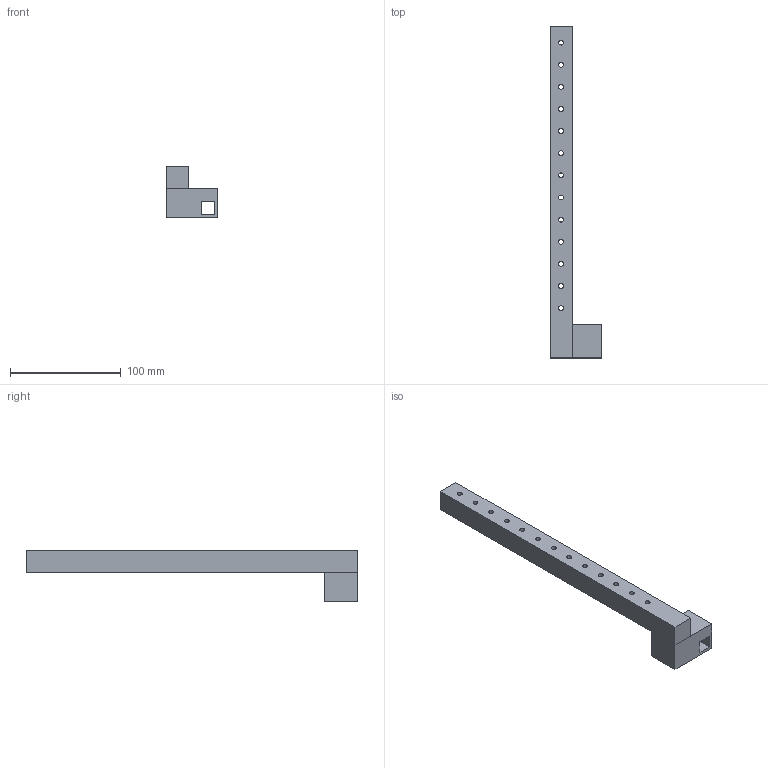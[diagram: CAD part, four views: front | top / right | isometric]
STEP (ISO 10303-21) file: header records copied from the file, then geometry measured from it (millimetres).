
FILE_DESCRIPTION(('FreeCAD Model'),'2;1');
FILE_NAME( 'H-field_holder_withRod.step' ,'2019-06-26T14:39:28',('Author'),(''), 'Open CASCADE STEP processor 7.3','FreeCAD','Unknown');
FILE_SCHEMA(('AUTOMOTIVE_DESIGN { 1 0 10303 214 1 1 1 1 }'));
Length unit declared in the file: millimetre
Products named in the file (1): Fusion
Bounding box: 47 x 300 x 47 mm (x, y, z)
Volume: 148947.1 mm3; surface area: 35255.4 mm2
Topology: 1 solids, 1 shells, 55 faces, 116 edges, 76 vertices
Faces by surface type: plane 29, cylinder 26
Full cylindrical faces by diameter (mm): 4.4 x13, 6 x13
Entity records: 3490 total; most frequent: CARTESIAN_POINT 558, DIRECTION 499, LINE 244, VECTOR 244, ORIENTED_EDGE 232, PCURVE 232, DEFINITIONAL_REPRESENTATION 232, EDGE_CURVE 116
